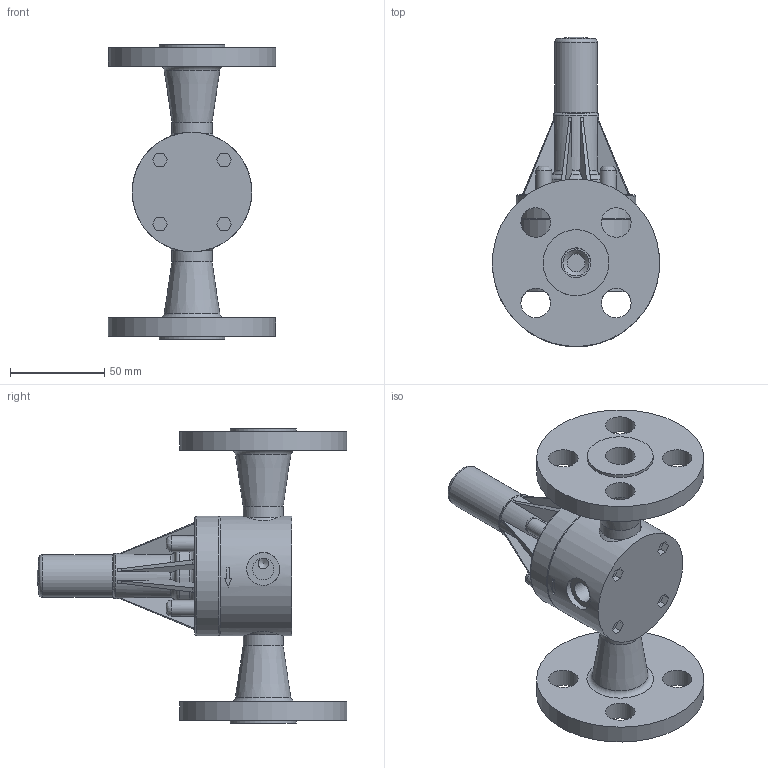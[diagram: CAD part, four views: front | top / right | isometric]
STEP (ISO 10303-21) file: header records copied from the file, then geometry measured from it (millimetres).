
FILE_DESCRIPTION((''),'2;1');
FILE_NAME('ECO-50E-SS_R0.stp','2017-03-07T11:23:48',('salesdesk5'),(''),'Autodesk Inventor 2009','Autodesk Inventor 2009','');
FILE_SCHEMA(('AUTOMOTIVE_DESIGN { 1 0 10303 214 1 1 1 1 }'));
Length unit declared in the file: inch
Products named in the file (1): ECO-50E-SS_R0
Bounding box: 88.72 x 164.25 x 156.24 mm (x, y, z)
Volume: 324266.1 mm3; surface area: 72787.5 mm2
Topology: 1 solids, 6 shells, 214 faces, 522 edges, 344 vertices
Faces by surface type: plane 87, cylinder 59, bspline 39, torus 15, cone 14
Full cylindrical faces by diameter (mm): 5.545 x1, 7.937 x1, 8.382 x4, 11.379 x2, 13.894 x2, 14.351 x1, 15.748 x8, 15.799 x2, 17.551 x2, 19.05 x1, 21.336 x2, 22.733 x1, 24.384 x1, 35.052 x2, 63.5 x2, 88.9 x2
Entity records: 7240 total; most frequent: CARTESIAN_POINT 2435, DIRECTION 928, ORIENTED_EDGE 898, EDGE_CURVE 449, AXIS2_PLACEMENT_3D 391, VERTEX_POINT 327, EDGE_LOOP 310, FACE_OUTER_BOUND 214
